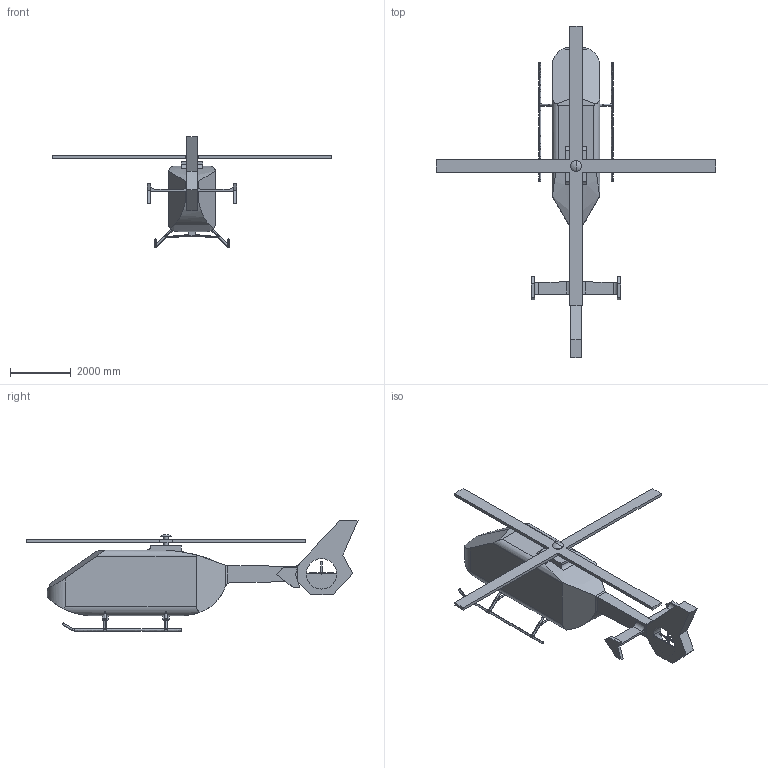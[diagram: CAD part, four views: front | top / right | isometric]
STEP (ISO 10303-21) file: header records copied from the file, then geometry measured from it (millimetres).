
FILE_DESCRIPTION((''),'2;1');
FILE_NAME('EURO_AIR_REAL_N2025_ASM','2025-09-17T20:10:15',('luong'),(''),'CREO PARAMETRIC BY PTC INC, 2020053','CREO PARAMETRIC BY PTC INC, 2020053','');
FILE_SCHEMA(('CONFIG_CONTROL_DESIGN'));
Length unit declared in the file: metre
Products named in the file (8): BODY_SKID_; BLADE_BIG_; BLADE_SMALL_; DAMPER_PIST; DAMPER_CYLINDER; SUPPORT; SKIDSSINGLE; EURO_AIR_REAL_N2025_ASM
Assembly tree (17 placements, depth 2):
  EURO_AIR_REAL_N2025_ASM
    BODY_SKID_
    BLADE_BIG_
    BLADE_SMALL_
    DAMPER_PIST  x4
    DAMPER_CYLINDER  x4
    SUPPORT  x4
    SKIDSSINGLE  x2
Bounding box: 9199.03 x 10909.52 x 3645.71 mm (x, y, z)
Volume: 17651771101 mm3; surface area: 78115432.1 mm2
Topology: 17 solids, 17 shells, 456 faces, 1162 edges, 769 vertices
Faces by surface type: plane 232, cylinder 197, bspline 12, torus 8, extrusion 5, sphere 2
Entity records: 9082 total; most frequent: CARTESIAN_POINT 2721, ORIENTED_EDGE 1284, DIRECTION 1267, EDGE_CURVE 642, AXIS2_PLACEMENT_3D 429, VERTEX_POINT 425, VECTOR 409, LINE 404
